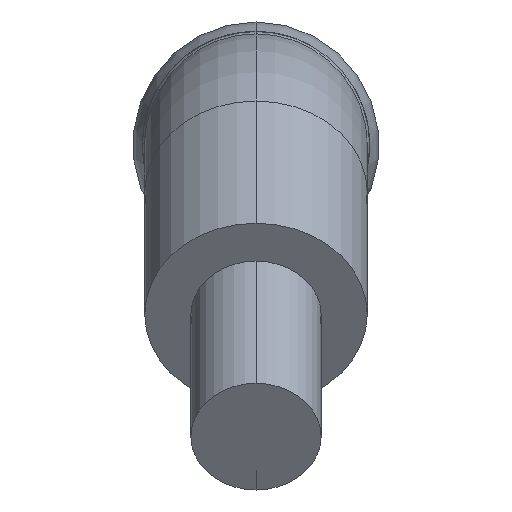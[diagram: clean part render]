
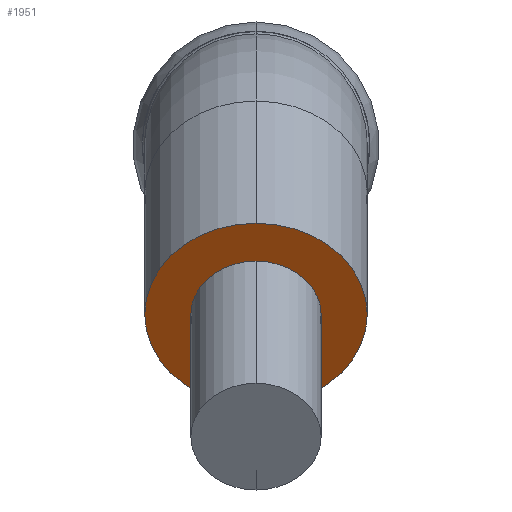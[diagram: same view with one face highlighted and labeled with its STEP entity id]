
A CAD part, front view. The second image highlights one B-rep face of the part: STEP entity #1951.
In plain terms, the highlighted planar face has unit normal (0, -0.819, -0.574).
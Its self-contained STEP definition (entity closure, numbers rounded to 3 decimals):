
#24 = ORIENTED_EDGE ( 'NONE', *, *, #3718, .F. ) ;
#117 = AXIS2_PLACEMENT_3D ( 'NONE', #568, #3456, #892 ) ;
#226 = CARTESIAN_POINT ( 'NONE',  ( 0., -42.505, -0.715 ) ) ;
#246 = DIRECTION ( 'NONE',  ( 0., 0.819, 0.574 ) ) ;
#280 = EDGE_LOOP ( 'NONE', ( #3271, #3506 ) ) ;
#428 = VERTEX_POINT ( 'NONE', #978 ) ;
#530 = EDGE_CURVE ( 'Defeature ausgef�hrt1_24+Defeature ausgef�hrt1_25+Defeature ausgef�hrt1_25+Defeature ausgef�hrt1_25', #2027, #2119, #4048, .T. ) ;
#568 = CARTESIAN_POINT ( 'NONE',  ( 0., -42.505, -0.715 ) ) ;
#714 = EDGE_CURVE ( 'Defeature ausgef�hrt1_24+Defeature ausgef�hrt1_25+Defeature ausgef�hrt1_25+Defeature ausgef�hrt1_25', #2119, #2027, #3814, .T. ) ;
#738 = DIRECTION ( 'NONE',  ( 1., 0., 0. ) ) ;
#784 = VERTEX_POINT ( 'NONE', #1202 ) ;
#892 = DIRECTION ( 'NONE',  ( 1., 0., 0. ) ) ;
#978 = CARTESIAN_POINT ( 'NONE',  ( 0., -42.775, -0.33 ) ) ;
#1055 = DIRECTION ( 'NONE',  ( 0., -0.574, 0.819 ) ) ;
#1152 = PLANE ( 'NONE',  #117 ) ;
#1202 = CARTESIAN_POINT ( 'NONE',  ( 0., -42.236, -1.1 ) ) ;
#1354 = CARTESIAN_POINT ( 'NONE',  ( 0., -42.347, -0.94 ) ) ;
#1403 = CARTESIAN_POINT ( 'NONE',  ( 0., -42.505, -0.715 ) ) ;
#1554 = ORIENTED_EDGE ( 'NONE', *, *, #2571, .F. ) ;
#1950 = AXIS2_PLACEMENT_3D ( 'NONE', #3149, #3750, #2429 ) ;
#1951 = ADVANCED_FACE ( 'Defeature ausgef�hrt1_24', ( #3254, #2007 ), #1152, .F. ) ;
#2003 = DIRECTION ( 'NONE',  ( 0., 0.819, 0.574 ) ) ;
#2007 = FACE_OUTER_BOUND ( 'NONE', #2955, .T. ) ;
#2027 = VERTEX_POINT ( 'NONE', #3155 ) ;
#2076 = CIRCLE ( 'NONE', #3609, 0.47 ) ;
#2119 = VERTEX_POINT ( 'NONE', #1354 ) ;
#2398 = CARTESIAN_POINT ( 'NONE',  ( 0., -42.505, -0.715 ) ) ;
#2429 = DIRECTION ( 'NONE',  ( 1., 0., 0. ) ) ;
#2571 = EDGE_CURVE ( 'Defeature ausgef�hrt1_22+Defeature ausgef�hrt1_24+Defeature ausgef�hrt1_24+Defeature ausgef�hrt1_24', #428, #784, #3511, .T. ) ;
#2683 = DIRECTION ( 'NONE',  ( 0., 0.819, 0.574 ) ) ;
#2929 = AXIS2_PLACEMENT_3D ( 'NONE', #2398, #2683, #1055 ) ;
#2955 = EDGE_LOOP ( 'NONE', ( #24, #1554 ) ) ;
#3149 = CARTESIAN_POINT ( 'NONE',  ( 0., -42.505, -0.715 ) ) ;
#3155 = CARTESIAN_POINT ( 'NONE',  ( 0., -42.663, -0.49 ) ) ;
#3254 = FACE_BOUND ( 'NONE', #280, .T. ) ;
#3271 = ORIENTED_EDGE ( 'NONE', *, *, #714, .T. ) ;
#3456 = DIRECTION ( 'NONE',  ( 0., 0.819, 0.574 ) ) ;
#3506 = ORIENTED_EDGE ( 'NONE', *, *, #530, .T. ) ;
#3511 = CIRCLE ( 'NONE', #1950, 0.47 ) ;
#3609 = AXIS2_PLACEMENT_3D ( 'NONE', #1403, #2003, #738 ) ;
#3718 = EDGE_CURVE ( 'Defeature ausgef�hrt1_22+Defeature ausgef�hrt1_24+Defeature ausgef�hrt1_24+Defeature ausgef�hrt1_24', #784, #428, #2076, .T. ) ;
#3750 = DIRECTION ( 'NONE',  ( 0., 0.819, 0.574 ) ) ;
#3814 = CIRCLE ( 'NONE', #4099, 0.275 ) ;
#4048 = CIRCLE ( 'NONE', #2929, 0.275 ) ;
#4099 = AXIS2_PLACEMENT_3D ( 'NONE', #226, #246, #4158 ) ;
#4158 = DIRECTION ( 'NONE',  ( 0., -0.574, 0.819 ) ) ;
